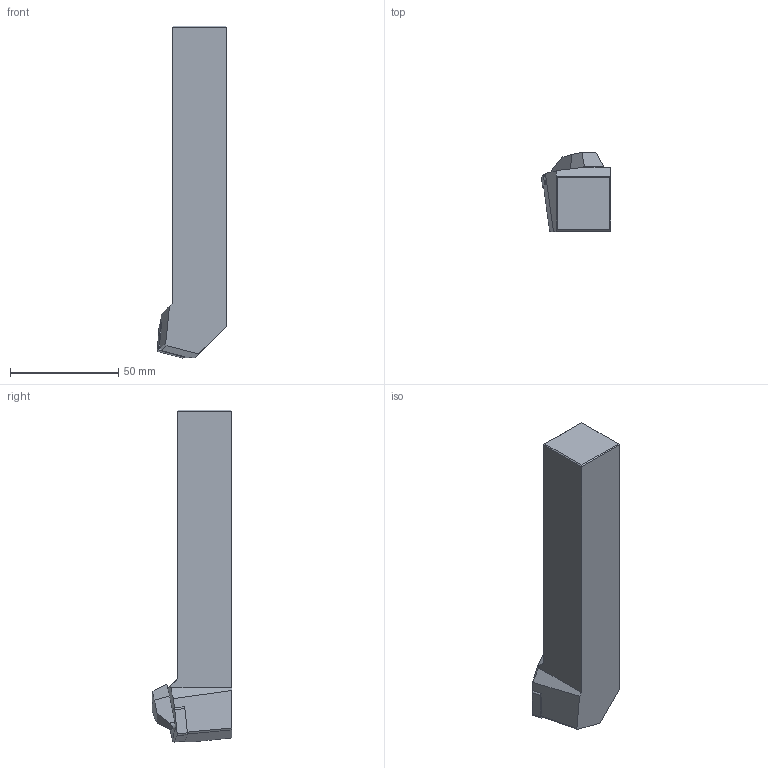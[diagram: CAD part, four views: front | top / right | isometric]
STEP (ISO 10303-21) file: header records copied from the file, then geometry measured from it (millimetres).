
FILE_DESCRIPTION((''),'2;1');
FILE_NAME('70504825_ASM','2018-08-23T10:24:33',('piechottad'),(''),'CREO PARAMETRIC BY PTC INC, 2017380','CREO PARAMETRIC BY PTC INC, 2017380','');
FILE_SCHEMA(('AUTOMOTIVE_DESIGN { 1 0 10303 214 1 1 1 1 }'));
Length unit declared in the file: millimetre
Products named in the file (3): 70504825NC; 70504825C; 70504825_ASM
Assembly tree (2 placements, depth 2):
  70504825_ASM
    70504825NC
    70504825C
Bounding box: 31.92 x 36.5 x 153.09 mm (x, y, z)
Volume: 97711.3 mm3; surface area: 17543 mm2
Topology: 2 solids, 2 shells, 48 faces, 131 edges, 88 vertices
Faces by surface type: plane 37, cylinder 6, cone 3, torus 2
Entity records: 3271 total; most frequent: CARTESIAN_POINT 335, DIRECTION 335, ORIENTED_EDGE 240, PRESENTATION_STYLE_ASSIGNMENT 175, STYLED_ITEM 175, CURVE_STYLE 172, PROPERTY_DEFINITION 167, REPRESENTATION 165
